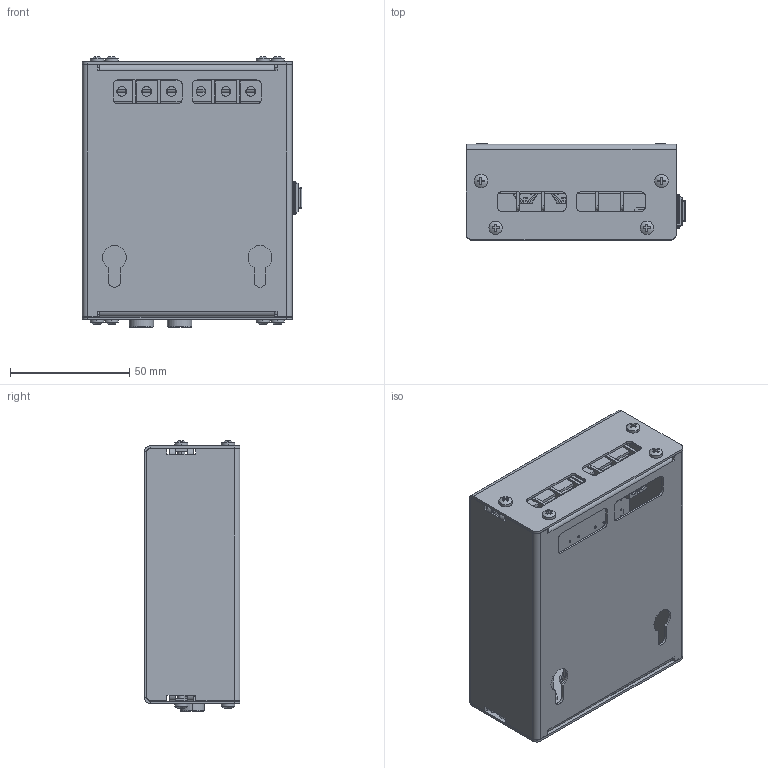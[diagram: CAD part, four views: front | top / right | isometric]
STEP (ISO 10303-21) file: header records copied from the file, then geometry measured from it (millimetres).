
FILE_DESCRIPTION(('FreeCAD Model'),'2;1');
FILE_NAME('Open CASCADE Shape Model','2025-04-26T08:19:16',('FreeCAD'),( 'FreeCAD'),'Open CASCADE STEP processor 7.6','FreeCAD','Unknown');
FILE_SCHEMA(('AUTOMOTIVE_DESIGN { 1 0 10303 214 1 1 1 1 }'));
Products named in the file (1): Open CASCADE STEP translator 7.6 1
Bounding box: 92 x 40.2 x 113.46 mm (x, y, z)
Volume: 56385.9 mm3; surface area: 107785 mm2
Topology: 85 solids, 87 shells, 2252 faces, 5708 edges, 3688 vertices
Faces by surface type: plane 1220, cylinder 736, cone 164, torus 84, sphere 32, bspline 16
Entity records: 69018 total; most frequent: CARTESIAN_POINT 13049, DIRECTION 11826, ORIENTED_EDGE 11336, EDGE_CURVE 5672, AXIS2_PLACEMENT_3D 4137, VERTEX_POINT 3688, LINE 3552, VECTOR 3552
